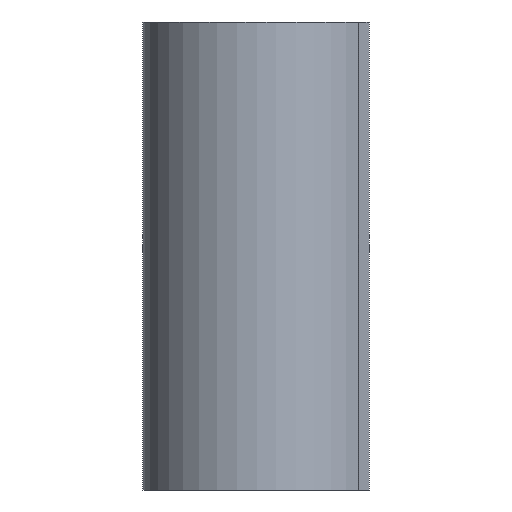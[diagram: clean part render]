
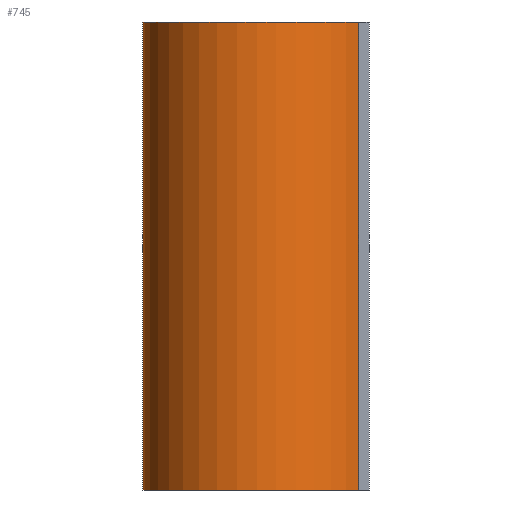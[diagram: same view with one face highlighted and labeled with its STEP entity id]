
A CAD part, left-side view. The second image highlights one B-rep face of the part: STEP entity #745.
In plain terms, the highlighted cylindrical face has radius 25 mm (diameter 50 mm), a partial arc.
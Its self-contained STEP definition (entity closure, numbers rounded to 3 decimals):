
#17=CIRCLE('',#801,25.);
#18=CIRCLE('',#802,25.);
#25=CYLINDRICAL_SURFACE('',#800,25.);
#33=FACE_OUTER_BOUND('',#73,.T.);
#73=EDGE_LOOP('',(#505,#506,#507,#508));
#110=LINE('',#1048,#210);
#122=LINE('',#1072,#222);
#210=VECTOR('',#849,10.);
#222=VECTOR('',#867,10.);
#309=VERTEX_POINT('',#1044);
#311=VERTEX_POINT('',#1047);
#317=VERTEX_POINT('',#1065);
#320=VERTEX_POINT('',#1070);
#382=EDGE_CURVE('',#309,#311,#110,.T.);
#394=EDGE_CURVE('',#317,#320,#122,.T.);
#395=EDGE_CURVE('',#317,#309,#17,.T.);
#396=EDGE_CURVE('',#320,#311,#18,.T.);
#505=ORIENTED_EDGE('',*,*,#395,.F.);
#506=ORIENTED_EDGE('',*,*,#394,.T.);
#507=ORIENTED_EDGE('',*,*,#396,.T.);
#508=ORIENTED_EDGE('',*,*,#382,.F.);
#745=ADVANCED_FACE('',(#33),#25,.T.);
#800=AXIS2_PLACEMENT_3D('',#1073,#868,#869);
#801=AXIS2_PLACEMENT_3D('',#1074,#870,#871);
#802=AXIS2_PLACEMENT_3D('',#1075,#872,#873);
#849=DIRECTION('',(0.,0.,1.));
#867=DIRECTION('',(0.,0.,1.));
#868=DIRECTION('center_axis',(0.,0.,1.));
#869=DIRECTION('ref_axis',(0.,1.,0.));
#870=DIRECTION('center_axis',(0.,0.,-1.));
#871=DIRECTION('ref_axis',(-1.,0.,0.));
#872=DIRECTION('center_axis',(0.,0.,-1.));
#873=DIRECTION('ref_axis',(-1.,0.,0.));
#1044=CARTESIAN_POINT('',(13.547,-21.011,0.));
#1047=CARTESIAN_POINT('',(13.547,-21.011,100.));
#1048=CARTESIAN_POINT('',(13.547,-21.011,0.));
#1065=CARTESIAN_POINT('',(-13.547,-21.011,0.));
#1070=CARTESIAN_POINT('',(-13.547,-21.011,100.));
#1072=CARTESIAN_POINT('',(-13.547,-21.011,0.));
#1073=CARTESIAN_POINT('Origin',(0.,0.,0.));
#1074=CARTESIAN_POINT('Origin',(0.,0.,0.));
#1075=CARTESIAN_POINT('Origin',(0.,0.,100.));
